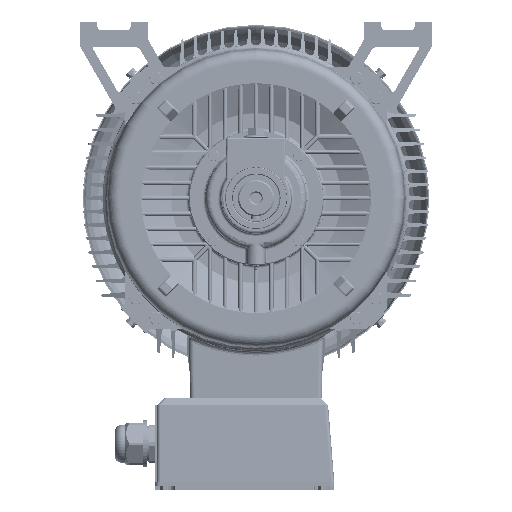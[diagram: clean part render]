
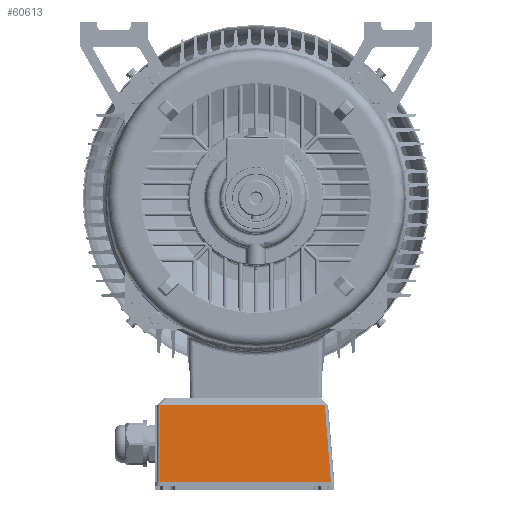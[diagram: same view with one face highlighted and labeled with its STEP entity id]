
A CAD part, left-side view. The second image highlights one B-rep face of the part: STEP entity #60613.
In plain terms, the highlighted planar face has unit normal (-0.999, 0, 0.051).
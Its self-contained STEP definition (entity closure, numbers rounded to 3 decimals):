
#121=(
BOUNDED_CURVE()
B_SPLINE_CURVE(3,(#331542,#331543,#331544,#331545),.UNSPECIFIED.,.F.,.F.)
B_SPLINE_CURVE_WITH_KNOTS((4,4),(0.,1.),.UNSPECIFIED.)
CURVE()
GEOMETRIC_REPRESENTATION_ITEM()
RATIONAL_B_SPLINE_CURVE((1.,1.,1.,1.))
REPRESENTATION_ITEM('')
);
#4054=FACE_OUTER_BOUND('',#80060,.T.);
#13861=PLANE('',#222991);
#23537=LINE('',#331496,#42224);
#23547=LINE('',#331540,#42234);
#23548=LINE('',#331547,#42235);
#23549=LINE('',#331549,#42236);
#23550=LINE('',#331551,#42237);
#42224=VECTOR('',#251113,1.);
#42234=VECTOR('',#251127,1.);
#42235=VECTOR('',#251128,1.);
#42236=VECTOR('',#251129,1.);
#42237=VECTOR('',#251130,1.);
#60613=ADVANCED_FACE('',(#4054),#13861,.T.);
#80060=EDGE_LOOP('',(#103291,#103292,#103293,#103294,#103295,#103296));
#103291=ORIENTED_EDGE('',*,*,#182676,.T.);
#103292=ORIENTED_EDGE('',*,*,#182677,.T.);
#103293=ORIENTED_EDGE('',*,*,#182678,.F.);
#103294=ORIENTED_EDGE('',*,*,#182679,.F.);
#103295=ORIENTED_EDGE('',*,*,#182680,.T.);
#103296=ORIENTED_EDGE('',*,*,#182661,.F.);
#159457=VERTEX_POINT('',#331497);
#159458=VERTEX_POINT('',#331498);
#159469=VERTEX_POINT('',#331541);
#159470=VERTEX_POINT('',#331546);
#159471=VERTEX_POINT('',#331548);
#159472=VERTEX_POINT('',#331550);
#182661=EDGE_CURVE('',#159457,#159458,#23537,.T.);
#182676=EDGE_CURVE('',#159457,#159469,#23547,.T.);
#182677=EDGE_CURVE('',#159469,#159470,#121,.T.);
#182678=EDGE_CURVE('',#159471,#159470,#23548,.T.);
#182679=EDGE_CURVE('',#159472,#159471,#23549,.T.);
#182680=EDGE_CURVE('',#159472,#159458,#23550,.T.);
#222991=AXIS2_PLACEMENT_3D('',#331552,#251131,#251132);
#251113=DIRECTION('',(0.,1.,0.));
#251127=DIRECTION('',(0.051,0.08,0.996));
#251128=DIRECTION('',(0.,-1.,0.));
#251129=DIRECTION('',(0.,-1.,0.));
#251130=DIRECTION('',(-0.051,0.,-0.999));
#251131=DIRECTION('',(-0.999,0.,0.051));
#251132=DIRECTION('',(0.051,0.,0.999));
#331496=CARTESIAN_POINT('',(-5.583,507.783,-835.283));
#331497=CARTESIAN_POINT('',(-5.583,193.777,-835.283));
#331498=CARTESIAN_POINT('',(-5.583,498.783,-835.283));
#331540=CARTESIAN_POINT('',(1.393,204.739,-698.76));
#331541=CARTESIAN_POINT('',(1.417,204.777,-698.283));
#331542=CARTESIAN_POINT('',(1.417,204.777,-698.283));
#331543=CARTESIAN_POINT('',(1.417,204.783,-698.283));
#331544=CARTESIAN_POINT('',(1.417,204.788,-698.283));
#331545=CARTESIAN_POINT('',(1.417,204.793,-698.283));
#331546=CARTESIAN_POINT('',(1.417,204.793,-698.283));
#331547=CARTESIAN_POINT('',(1.417,508.783,-698.283));
#331548=CARTESIAN_POINT('',(1.417,498.772,-698.283));
#331549=CARTESIAN_POINT('',(1.417,508.783,-698.283));
#331550=CARTESIAN_POINT('',(1.417,498.783,-698.283));
#331551=CARTESIAN_POINT('',(-5.583,498.783,-835.283));
#331552=CARTESIAN_POINT('',(-5.583,508.783,-835.283));
